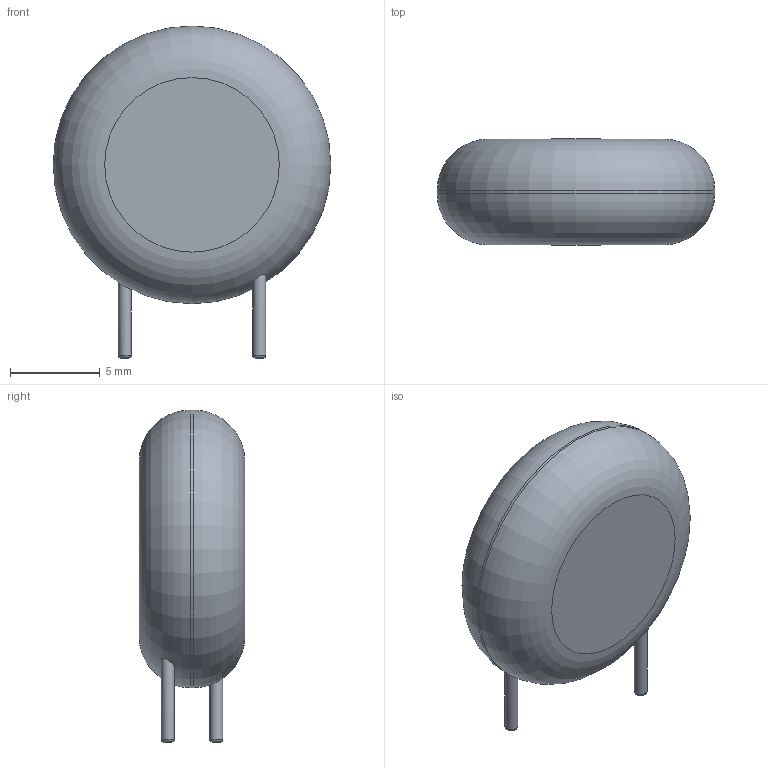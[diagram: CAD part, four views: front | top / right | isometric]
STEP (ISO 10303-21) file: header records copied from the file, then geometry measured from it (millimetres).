
FILE_DESCRIPTION(/* description */ ('model of RV_Disc_D15.5mm_W5.9mm_P7.5mm'),/* implementation_level */ '2;1');
FILE_NAME(/* name */ 'RV_Disc_D15.5mm_W5.9mm_P7.5mm.step',/* time_stamp */ '2018-11-11T21:00:04',/* author */ ('kicad StepUp','ksu'),/* organization */ ('FreeCAD'),/* preprocessor_version */ 'OCC',/* originating_system */ 'kicad StepUp',/* authorisation */ '');
FILE_SCHEMA(('AUTOMOTIVE_DESIGN { 1 0 10303 214 1 1 1 1 }'));
Length unit declared in the file: millimetre
Products named in the file (1): RV_Disc_D155mm_W59mm_P75mm
Bounding box: 15.5 x 5.9 x 18.53 mm (x, y, z)
Volume: 958.1 mm3; surface area: 556.2 mm2
Topology: 1 solids, 1 shells, 11 faces, 19 edges, 12 vertices
Faces by surface type: torus 4, plane 4, cylinder 3
Full cylindrical faces by diameter (mm): 0.72 x2, 15.5 x1
Entity records: 337 total; most frequent: CARTESIAN_POINT 128, ORIENTED_EDGE 33, AXIS2_PLACEMENT_3D 22, EDGE_CURVE 19, DIRECTION 14, FACE_BOUND 13, EDGE_LOOP 13, VERTEX_POINT 12
